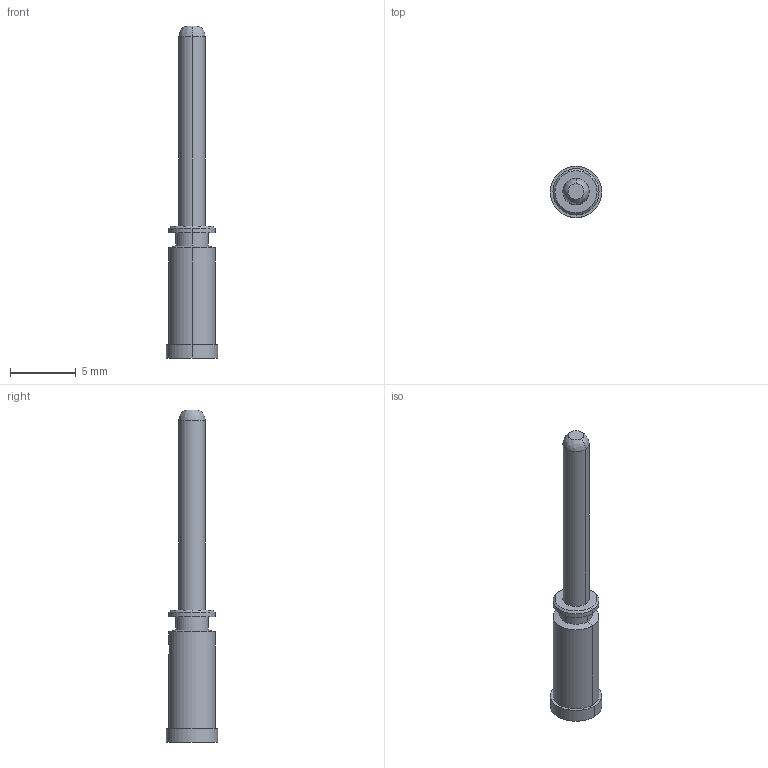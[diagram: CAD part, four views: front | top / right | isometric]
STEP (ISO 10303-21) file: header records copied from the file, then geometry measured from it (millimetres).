
FILE_DESCRIPTION((''),'2;1');
FILE_NAME('SF-7QP2000_1605639','2013-10-31T',('feitelbuss'),(''),'PRO/ENGINEER BY PARAMETRIC TECHNOLOGY CORPORATION, 2012480','PRO/ENGINEER BY PARAMETRIC TECHNOLOGY CORPORATION, 2012480','');
FILE_SCHEMA(('AUTOMOTIVE_DESIGN { 1 0 10303 214 1 1 1 1 }'));
Length unit declared in the file: millimetre
Products named in the file (1): SF-7QP2000_1605639
Bounding box: 3.9 x 3.9 x 25.2 mm (x, y, z)
Volume: 104.7 mm3; surface area: 287.5 mm2
Topology: 1 solids, 1 shells, 31 faces, 66 edges, 37 vertices
Faces by surface type: cylinder 14, cone 8, plane 5, bspline 2, torus 2
Entity records: 1041 total; most frequent: CARTESIAN_POINT 214, DIRECTION 154, ORIENTED_EDGE 128, AXIS2_PLACEMENT_3D 65, EDGE_CURVE 64, VERTEX_POINT 37, CIRCLE 36, EDGE_LOOP 35
